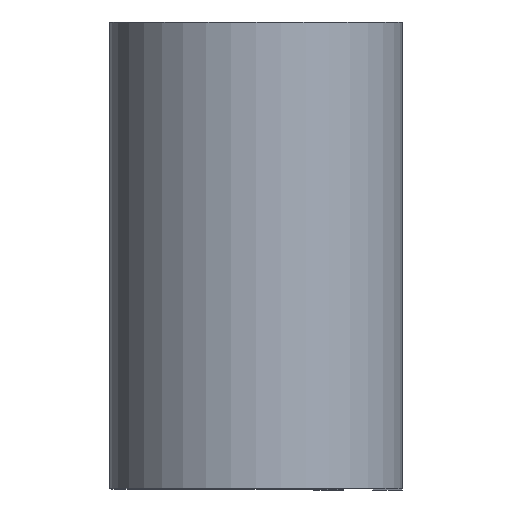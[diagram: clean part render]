
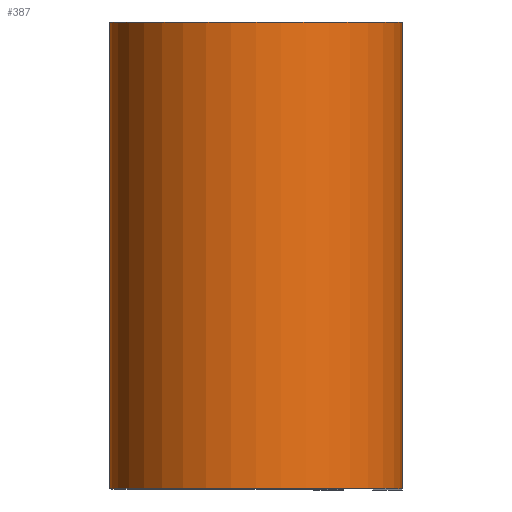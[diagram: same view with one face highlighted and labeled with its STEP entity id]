
A CAD part, top view. The second image highlights one B-rep face of the part: STEP entity #387.
In plain terms, the highlighted cylindrical face has radius 3.988 mm (diameter 7.976 mm), a partial arc.
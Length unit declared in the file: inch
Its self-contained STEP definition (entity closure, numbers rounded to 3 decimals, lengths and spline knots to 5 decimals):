
#35 = VECTOR ( 'NONE', #328, 39.37008 ) ;
#52 = CARTESIAN_POINT ( 'NONE',  ( 0.157, 0.25, 0.25 ) ) ;
#112 = CARTESIAN_POINT ( 'NONE',  ( -0.157, 0.25, 0.25 ) ) ;
#122 = EDGE_LOOP ( 'NONE', ( #694, #257, #140, #764 ) ) ;
#127 = VERTEX_POINT ( 'NONE', #346 ) ;
#140 = ORIENTED_EDGE ( 'NONE', *, *, #293, .F. ) ;
#153 = EDGE_CURVE ( 'NONE', #309, #685, #424, .T. ) ;
#199 = FACE_OUTER_BOUND ( 'NONE', #122, .T. ) ;
#221 = LINE ( 'NONE', #112, #35 ) ;
#234 = VECTOR ( 'NONE', #279, 39.37008 ) ;
#257 = ORIENTED_EDGE ( 'NONE', *, *, #153, .F. ) ;
#277 = CIRCLE ( 'NONE', #324, 0.157 ) ;
#279 = DIRECTION ( 'NONE',  ( 0., -1., 0. ) ) ;
#293 = EDGE_CURVE ( 'NONE', #298, #309, #637, .T. ) ;
#296 = DIRECTION ( 'NONE',  ( 0., 0., -1. ) ) ;
#298 = VERTEX_POINT ( 'NONE', #501 ) ;
#309 = VERTEX_POINT ( 'NONE', #52 ) ;
#324 = AXIS2_PLACEMENT_3D ( 'NONE', #736, #331, #803 ) ;
#328 = DIRECTION ( 'NONE',  ( 0., -1., 0. ) ) ;
#331 = DIRECTION ( 'NONE',  ( 0., 1., 0. ) ) ;
#346 = CARTESIAN_POINT ( 'NONE',  ( -0.157, -0.25, 0.25 ) ) ;
#362 = CARTESIAN_POINT ( 'NONE',  ( 0., 0.25, 0.25 ) ) ;
#369 = CARTESIAN_POINT ( 'NONE',  ( 0., 0.25, 0.25 ) ) ;
#387 = ADVANCED_FACE ( 'NONE', ( #199 ), #549, .T. ) ;
#424 = LINE ( 'NONE', #814, #234 ) ;
#433 = DIRECTION ( 'NONE',  ( 1., 0., 0. ) ) ;
#437 = AXIS2_PLACEMENT_3D ( 'NONE', #362, #827, #433 ) ;
#501 = CARTESIAN_POINT ( 'NONE',  ( -0.157, 0.25, 0.25 ) ) ;
#530 = EDGE_CURVE ( 'NONE', #127, #685, #277, .T. ) ;
#549 = CYLINDRICAL_SURFACE ( 'NONE', #750, 0.157 ) ;
#637 = CIRCLE ( 'NONE', #437, 0.157 ) ;
#685 = VERTEX_POINT ( 'NONE', #849 ) ;
#694 = ORIENTED_EDGE ( 'NONE', *, *, #530, .T. ) ;
#703 = DIRECTION ( 'NONE',  ( 0., -1., 0. ) ) ;
#736 = CARTESIAN_POINT ( 'NONE',  ( 0., -0.25, 0.25 ) ) ;
#750 = AXIS2_PLACEMENT_3D ( 'NONE', #369, #703, #296 ) ;
#751 = EDGE_CURVE ( 'NONE', #298, #127, #221, .T. ) ;
#764 = ORIENTED_EDGE ( 'NONE', *, *, #751, .T. ) ;
#803 = DIRECTION ( 'NONE',  ( 1., 0., 0. ) ) ;
#814 = CARTESIAN_POINT ( 'NONE',  ( 0.157, 0.25, 0.25 ) ) ;
#827 = DIRECTION ( 'NONE',  ( 0., 1., 0. ) ) ;
#849 = CARTESIAN_POINT ( 'NONE',  ( 0.157, -0.25, 0.25 ) ) ;
